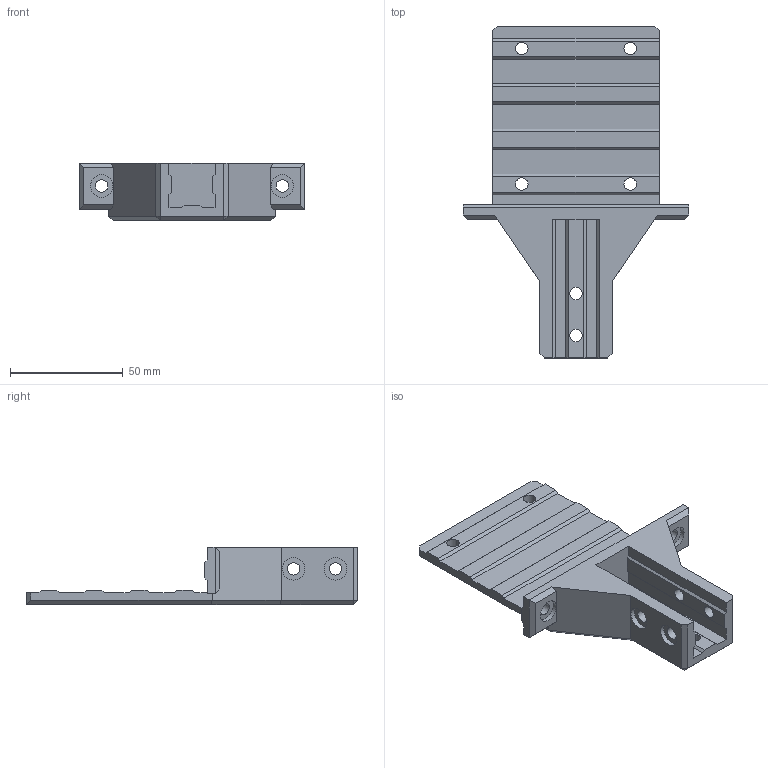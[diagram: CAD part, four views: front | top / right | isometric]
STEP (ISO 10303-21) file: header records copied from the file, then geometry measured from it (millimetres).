
FILE_DESCRIPTION(/* description */ (''),/* implementation_level */ '2;1');
FILE_NAME(/* name */ '2-Side_Support_Bottom_Brace v2.step',/* time_stamp */ '2019-09-14T12:51:49-04:00',/* author */ (''),/* organization */ (''),/* preprocessor_version */ 'ST-DEVELOPER v18',/* originating_system */ 'Autodesk Translation Framework v8.6.0.1094',/* authorisation */ '');
FILE_SCHEMA (('AUTOMOTIVE_DESIGN { 1 0 10303 214 3 1 1 }'));
Length unit declared in the file: millimetre
Products named in the file (1): 2-Side_Support_Bottom_Brace
Bounding box: 100 x 147 x 25.6 mm (x, y, z)
Volume: 84296.4 mm3; surface area: 29928.5 mm2
Topology: 1 solids, 1 shells, 109 faces, 269 edges, 174 vertices
Faces by surface type: plane 85, cylinder 24
Full cylindrical faces by diameter (mm): 5.5 x12, 10 x12
Entity records: 3271 total; most frequent: CARTESIAN_POINT 553, ORIENTED_EDGE 538, DIRECTION 537, EDGE_CURVE 269, LINE 221, VECTOR 221, VERTEX_POINT 174, AXIS2_PLACEMENT_3D 158
